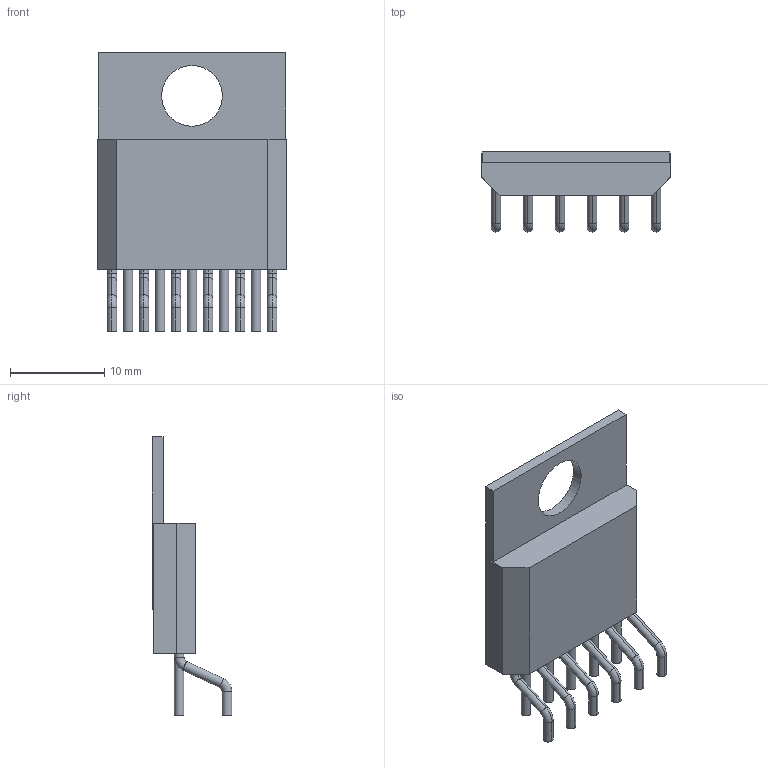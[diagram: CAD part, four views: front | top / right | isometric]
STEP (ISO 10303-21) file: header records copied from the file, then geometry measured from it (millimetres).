
FILE_DESCRIPTION(('STEP AP214'),'1');
FILE_NAME('TF11B','2021-12-30T19:42:30',(''),(''),'','','');
FILE_SCHEMA(('AUTOMOTIVE_DESIGN'));
Length unit declared in the file: millimetre
Products named in the file (1): product
Bounding box: 20.14 x 8.46 x 29.64 mm (x, y, z)
Volume: 1466.7 mm3; surface area: 1818.9 mm2
Topology: 13 solids, 13 shells, 109 faces, 199 edges, 116 vertices
Faces by surface type: cylinder 43, plane 42, torus 24
Full cylindrical faces by diameter (mm): 1.016 x5
Entity records: 2673 total; most frequent: DIRECTION 534, ORIENTED_EDGE 388, CARTESIAN_POINT 291, AXIS2_PLACEMENT_3D 225, EDGE_CURVE 194, EDGE_LOOP 116, VERTEX_POINT 116, CIRCLE 110
